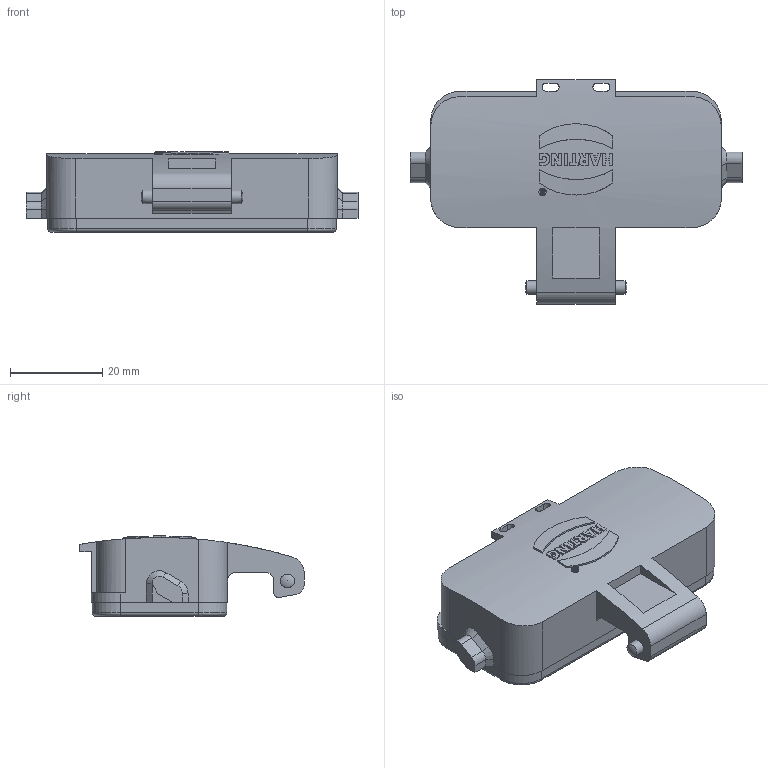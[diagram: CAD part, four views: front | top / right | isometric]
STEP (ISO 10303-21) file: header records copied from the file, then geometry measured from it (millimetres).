
FILE_DESCRIPTION(/* description */ (''),/* implementation_level */ '2;1');
FILE_NAME(/* name */ '100739606ugm000_b.stp',/* time_stamp */ '2019-09-30T15:33:40+02:00',/* author */ (''),/* organization */ (''),/* preprocessor_version */ 'ST-DEVELOPER v16.7',/* originating_system */ 'SIEMENS PLM Software NX 12.0',/* authorisation */ '');
FILE_SCHEMA (('AUTOMOTIVE_DESIGN { 1 0 10303 214 3 1 1 1 }'));
Length unit declared in the file: millimetre
Products named in the file (1): 100739606ugm000_b
Bounding box: 71.8 x 48.5 x 17.35 mm (x, y, z)
Volume: 11040.9 mm3; surface area: 10652.9 mm2
Topology: 1 solids, 1 shells, 284 faces, 746 edges, 483 vertices
Faces by surface type: plane 158, cylinder 68, bspline 48, cone 8, sphere 2
Full cylindrical faces by diameter (mm): 3 x2
Entity records: 13183 total; most frequent: CARTESIAN_POINT 5367, ORIENTED_EDGE 1482, DIRECTION 1220, EDGE_CURVE 741, VERTEX_POINT 482, AXIS2_PLACEMENT_3D 416, LINE 388, VECTOR 388
